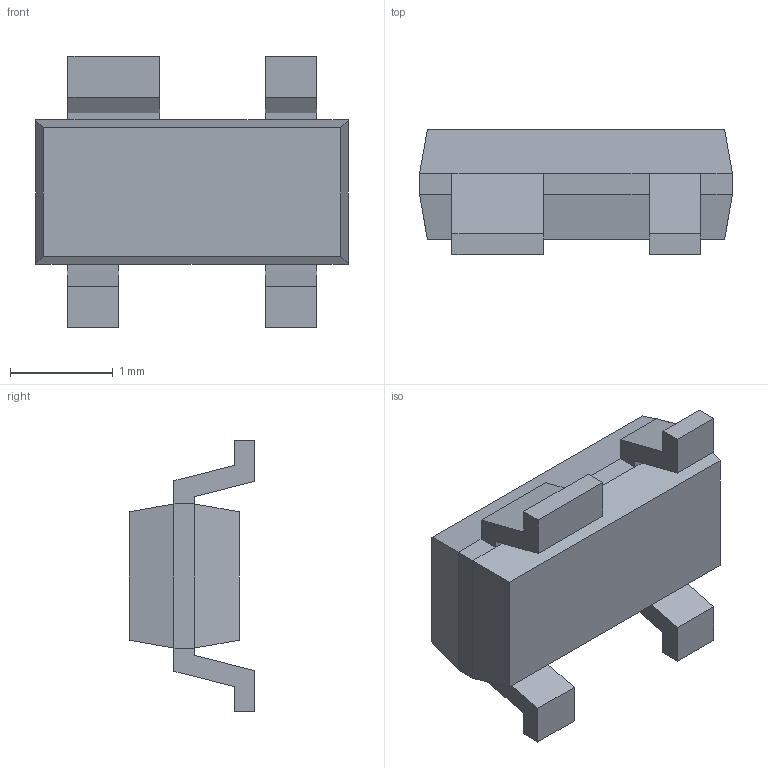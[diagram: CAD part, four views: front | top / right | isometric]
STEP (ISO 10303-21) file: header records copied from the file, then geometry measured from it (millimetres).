
FILE_DESCRIPTION (( 'STEP AP214' ), '1' );
FILE_NAME ('SP0503BAHTG.STEP', '2021-07-13T08:49:22', ( '' ), ( '' ), 'SwSTEP 2.0', 'SolidWorks 2018', '' );
FILE_SCHEMA (( 'AUTOMOTIVE_DESIGN' ));
Length unit declared in the file: millimetre
Products named in the file (1): SP0503BAHTG
Bounding box: 3.04 x 1.22 x 2.64 mm (x, y, z)
Volume: 4.8 mm3; surface area: 33 mm2
Topology: 5 solids, 5 shells, 135 faces, 342 edges, 220 vertices
Faces by surface type: plane 95, bspline 40
Entity records: 6467 total; most frequent: CARTESIAN_POINT 2627, ORIENTED_EDGE 684, DIRECTION 434, EDGE_CURVE 342, LINE 242, VECTOR 242, VERTEX_POINT 220, EDGE_LOOP 142
